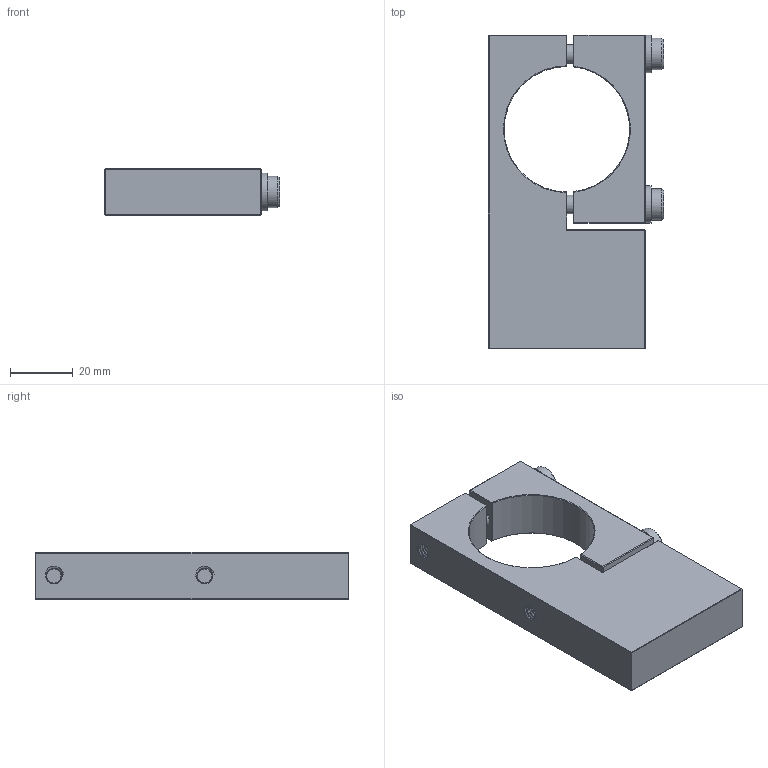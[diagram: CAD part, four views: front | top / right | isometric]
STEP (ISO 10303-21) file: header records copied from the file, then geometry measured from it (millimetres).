
FILE_DESCRIPTION(/* description */ (''),/* implementation_level */ '2;1');
FILE_NAME(/* name */ '3d8f81dc-0560-4a53-9e55-5e88715ef93d.stp',/* time_stamp */ '2024-10-08T19:08:35Z',/* author */ (''),/* organization */ (''),/* preprocessor_version */ 'ST-DEVELOPER v20',/* originating_system */ 'Autodesk Translation Framework v13.20.0.188',/* authorisation */ '');
FILE_SCHEMA (('AUTOMOTIVE_DESIGN { 1 0 10303 214 3 1 1 }'));
Length unit declared in the file: millimetre
Products named in the file (5): SE 01_024; SE 01.024_body_part_1; SE 01.024_body_part_2; Washer_M6; Socket_head_screw_M6
Assembly tree (6 placements, depth 2):
  SE 01_024
    SE 01.024_body_part_1
    SE 01.024_body_part_2
    Washer_M6  x2
    Socket_head_screw_M6  x2
Bounding box: 55.8 x 100 x 15 mm (x, y, z)
Volume: 55659.8 mm3; surface area: 20529.7 mm2
Topology: 6 solids, 6 shells, 428 faces, 1118 edges, 706 vertices
Faces by surface type: cylinder 278, plane 110, cone 28, bspline 12
Full cylindrical faces by diameter (mm): 4.701 x34, 5.035 x48, 6 x34, 6.147 x22, 6.4 x2, 10 x2, 12 x2
Entity records: 25365 total; most frequent: CARTESIAN_POINT 17291, ORIENTED_EDGE 1914, DIRECTION 1247, EDGE_CURVE 957, VERTEX_POINT 603, B_SPLINE_CURVE_WITH_KNOTS 449, AXIS2_PLACEMENT_3D 422, LINE 403
